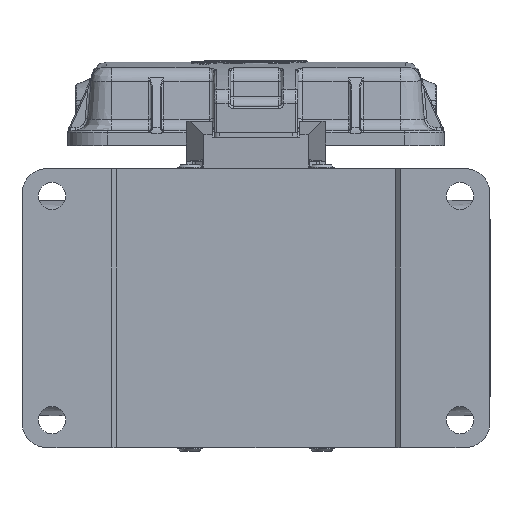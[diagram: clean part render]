
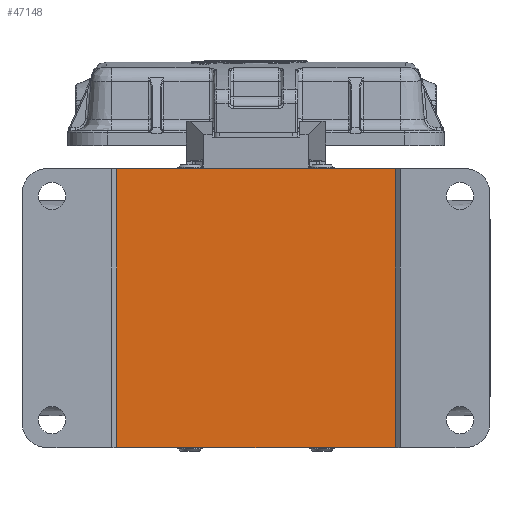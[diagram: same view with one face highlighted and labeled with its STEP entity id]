
A CAD part, front view. The second image highlights one B-rep face of the part: STEP entity #47148.
In plain terms, the highlighted planar face has unit normal (0, -1, 0).
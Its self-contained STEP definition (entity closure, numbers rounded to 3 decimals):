
#2572 = VECTOR ( 'NONE', #14225, 1000. ) ;
#2612 = VECTOR ( 'NONE', #14216, 1000. ) ;
#2625 = VECTOR ( 'NONE', #14222, 1000. ) ;
#2654 = VECTOR ( 'NONE', #14219, 1000. ) ;
#4662 = CARTESIAN_POINT ( 'NONE',  ( 28., -76., 28. ) ) ;
#4704 = CARTESIAN_POINT ( 'NONE',  ( -28., -76., -28. ) ) ;
#4808 = CARTESIAN_POINT ( 'NONE',  ( 28., -76., -28. ) ) ;
#4844 = CARTESIAN_POINT ( 'NONE',  ( -28., -76., 28. ) ) ;
#14214 = LINE ( 'NONE', #14215, #2612 ) ;
#14215 = CARTESIAN_POINT ( 'NONE',  ( 28., -76., 33.6 ) ) ;
#14216 = DIRECTION ( 'NONE',  ( 0., 0., 1. ) ) ;
#14217 = LINE ( 'NONE', #14218, #2654 ) ;
#14218 = CARTESIAN_POINT ( 'NONE',  ( 47., -76., -28. ) ) ;
#14219 = DIRECTION ( 'NONE',  ( -1., 0., 0. ) ) ;
#14220 = LINE ( 'NONE', #14221, #2625 ) ;
#14221 = CARTESIAN_POINT ( 'NONE',  ( -47., -76., 28. ) ) ;
#14222 = DIRECTION ( 'NONE',  ( 1., 0., 0. ) ) ;
#14223 = LINE ( 'NONE', #14224, #2572 ) ;
#14224 = CARTESIAN_POINT ( 'NONE',  ( -28., -76., 33.6 ) ) ;
#14225 = DIRECTION ( 'NONE',  ( 0., 0., -1. ) ) ;
#19646 = ORIENTED_EDGE ( 'NONE', *, *, #21169, .F. ) ;
#19647 = ORIENTED_EDGE ( 'NONE', *, *, #21173, .F. ) ;
#19648 = ORIENTED_EDGE ( 'NONE', *, *, #21166, .T. ) ;
#19649 = ORIENTED_EDGE ( 'NONE', *, *, #21177, .T. ) ;
#21166 = EDGE_CURVE ( 'NONE', #32933, #32807, #14214, .T. ) ;
#21169 = EDGE_CURVE ( 'NONE', #32933, #32843, #14217, .T. ) ;
#21173 = EDGE_CURVE ( 'NONE', #32973, #32807, #14220, .T. ) ;
#21177 = EDGE_CURVE ( 'NONE', #32973, #32843, #14223, .T. ) ;
#24875 = PLANE ( 'NONE',  #34688 ) ;
#24876 = CARTESIAN_POINT ( 'NONE',  ( 28., -76., 33.6 ) ) ;
#24877 = DIRECTION ( 'NONE',  ( 0., 1., 0. ) ) ;
#24878 = DIRECTION ( 'NONE',  ( 0., 0., 1. ) ) ;
#32807 = VERTEX_POINT ( 'NONE', #4662 ) ;
#32843 = VERTEX_POINT ( 'NONE', #4704 ) ;
#32933 = VERTEX_POINT ( 'NONE', #4808 ) ;
#32973 = VERTEX_POINT ( 'NONE', #4844 ) ;
#34687 = FACE_OUTER_BOUND ( 'NONE', #36178, .T. ) ;
#34688 = AXIS2_PLACEMENT_3D ( 'NONE', #24876, #24877, #24878 ) ;
#36178 = EDGE_LOOP ( 'NONE', ( #19646, #19648, #19647, #19649 ) ) ;
#47148 = ADVANCED_FACE ( 'NONE', ( #34687 ), #24875, .F. ) ;
